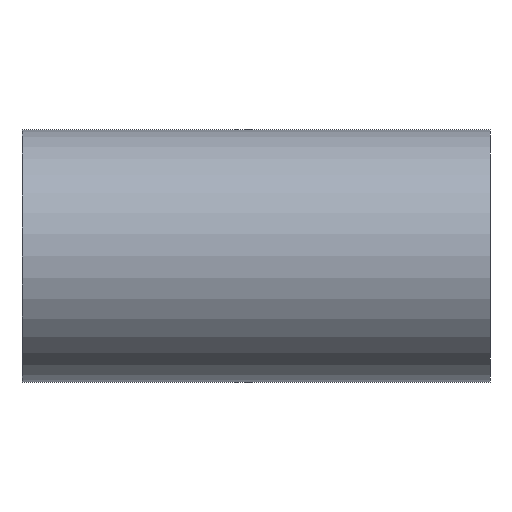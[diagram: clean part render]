
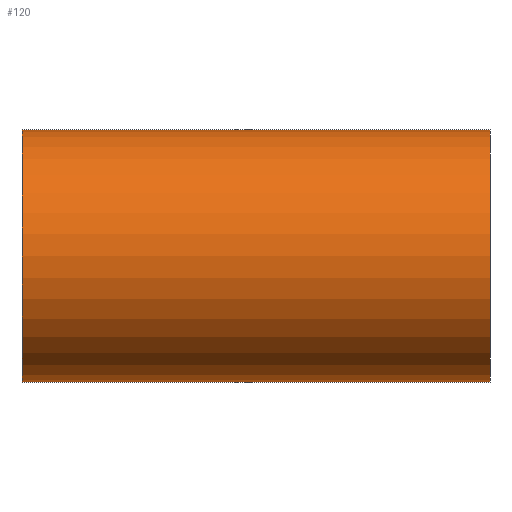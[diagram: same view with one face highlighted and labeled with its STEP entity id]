
A CAD part, front view. The second image highlights one B-rep face of the part: STEP entity #120.
In plain terms, the highlighted cylindrical face has radius 21.5 mm (diameter 43 mm), a partial arc.
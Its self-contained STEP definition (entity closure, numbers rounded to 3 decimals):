
#120 = ADVANCED_FACE( '', ( #328 ), #329, .T. );
#150 = VERTEX_POINT( '', #361 );
#174 = VERTEX_POINT( '', #387 );
#188 = EDGE_CURVE( '', #286, #150, #403, .T. );
#228 = EDGE_CURVE( '', #266, #286, #453, .T. );
#232 = EDGE_CURVE( '', #174, #150, #457, .T. );
#266 = VERTEX_POINT( '', #496 );
#286 = VERTEX_POINT( '', #521 );
#300 = EDGE_CURVE( '', #174, #266, #535, .T. );
#328 = FACE_OUTER_BOUND( '', #553, .T. );
#329 = CYLINDRICAL_SURFACE( '', #554, 21.5 );
#361 = CARTESIAN_POINT( '', ( -60.2, 0., -21.5 ) );
#387 = CARTESIAN_POINT( '', ( -60.2, 0., 21.5 ) );
#403 = LINE( '', #695, #696 );
#453 = CIRCLE( '', #799, 21.5 );
#457 = CIRCLE( '', #804, 21.5 );
#496 = CARTESIAN_POINT( '', ( 19.5, 0., 21.5 ) );
#521 = CARTESIAN_POINT( '', ( 19.5, 0., -21.5 ) );
#535 = LINE( '', #964, #965 );
#553 = EDGE_LOOP( '', ( #982, #983, #984, #985 ) );
#554 = AXIS2_PLACEMENT_3D( '', #986, #987, #988 );
#695 = CARTESIAN_POINT( '', ( 19.5, 0., -21.5 ) );
#696 = VECTOR( '', #1060, 1. );
#799 = AXIS2_PLACEMENT_3D( '', #1133, #1134, #1135 );
#804 = AXIS2_PLACEMENT_3D( '', #1136, #1137, #1138 );
#964 = CARTESIAN_POINT( '', ( 19.5, 0., 21.5 ) );
#965 = VECTOR( '', #1232, 1. );
#982 = ORIENTED_EDGE( '', *, *, #188, .F. );
#983 = ORIENTED_EDGE( '', *, *, #228, .F. );
#984 = ORIENTED_EDGE( '', *, *, #300, .F. );
#985 = ORIENTED_EDGE( '', *, *, #232, .T. );
#986 = CARTESIAN_POINT( '', ( 19.5, 0., 0. ) );
#987 = DIRECTION( '', ( 1., 0., 0. ) );
#988 = DIRECTION( '', ( 0., 0., -1. ) );
#1060 = DIRECTION( '', ( -1., 0., 0. ) );
#1133 = CARTESIAN_POINT( '', ( 19.5, 0., 0. ) );
#1134 = DIRECTION( '', ( 1., 0., 0. ) );
#1135 = DIRECTION( '', ( 0., 0., -1. ) );
#1136 = CARTESIAN_POINT( '', ( -60.2, 0., 0. ) );
#1137 = DIRECTION( '', ( 1., 0., 0. ) );
#1138 = DIRECTION( '', ( 0., 0., -1. ) );
#1232 = DIRECTION( '', ( 1., 0., 0. ) );
